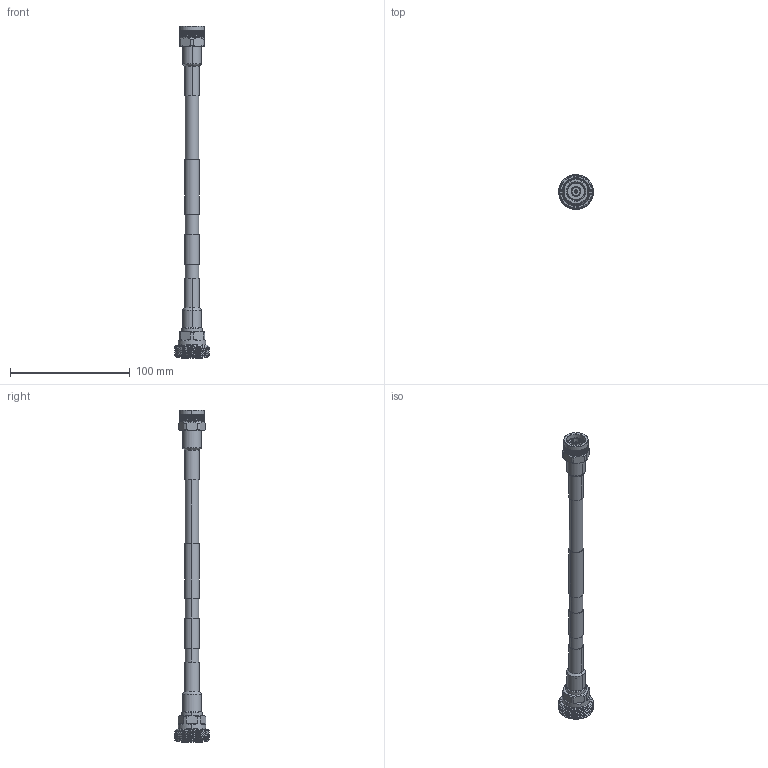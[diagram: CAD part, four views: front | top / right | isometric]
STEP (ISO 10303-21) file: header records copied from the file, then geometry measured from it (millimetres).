
FILE_DESCRIPTION (( 'STEP AP214' ), '1' );
FILE_NAME ('FMCA2569.step', '2021-10-05T16:03:18', ( '' ), ( '' ), 'SwSTEP 2.0', 'SolidWorks 2021', '' );
FILE_SCHEMA (( 'AUTOMOTIVE_DESIGN' ));
Length unit declared in the file: inch
Products named in the file (5): SPO-375^FMCA2569; FMCA2569; Heat Shrink^FMCA2569; TC-375-NM-LP^FMCA2569_remove contact; TC-375-716F-LP^FMCA2569
Assembly tree (5 placements, depth 2):
  FMCA2569
    SPO-375^FMCA2569
    Heat Shrink^FMCA2569  x2
    TC-375-NM-LP^FMCA2569_remove contact
    TC-375-716F-LP^FMCA2569
Bounding box: 29 x 29 x 277.37 mm (x, y, z)
Volume: 42017.1 mm3; surface area: 20340.5 mm2
Topology: 5 solids, 5 shells, 2097 faces, 4659 edges, 2586 vertices
Faces by surface type: bspline 1452, cylinder 511, plane 78, cone 50, torus 6
Entity records: 74488 total; most frequent: CARTESIAN_POINT 44593, ORIENTED_EDGE 9290, EDGE_CURVE 4645, VERTEX_POINT 2578, DIRECTION 2429, EDGE_LOOP 2107, ADVANCED_FACE 2089, FACE_OUTER_BOUND 2089
